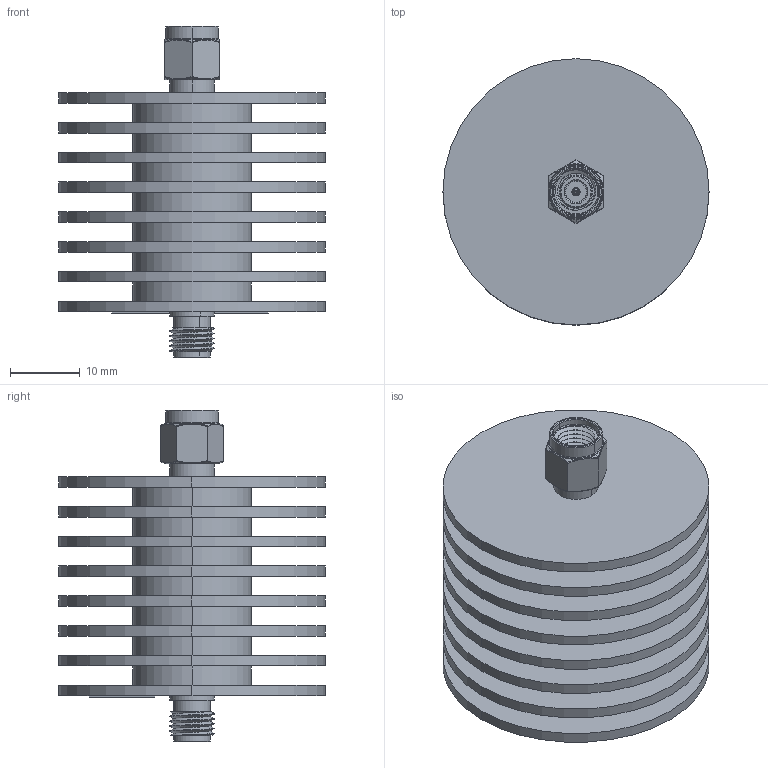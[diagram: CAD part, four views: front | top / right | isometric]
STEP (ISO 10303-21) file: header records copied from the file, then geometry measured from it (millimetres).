
FILE_DESCRIPTION (( 'STEP AP203' ), '1' );
FILE_NAME ('PFA-DC18-20W-10DB-SMF.STEP', '2024-02-23T16:32:49', ( '' ), ( '' ), 'SwSTEP 2.0', 'SolidWorks 2023', '' );
FILE_SCHEMA (( 'CONFIG_CONTROL_DESIGN' ));
Products named in the file (1): PFA-DC18-20W-10DB-SMF
Bounding box: 38.1 x 38.1 x 47.5 mm (x, y, z)
Volume: 18886.5 mm3; surface area: 18903.5 mm2
Topology: 5 solids, 6 shells, 916 faces, 3158 edges, 2356 vertices
Faces by surface type: cylinder 348, torus 246, plane 243, bspline 35, sphere 24, cone 20
Entity records: 46616 total; most frequent: CARTESIAN_POINT 19874, ORIENTED_EDGE 6260, DIRECTION 4887, EDGE_CURVE 3130, VERTEX_POINT 2356, AXIS2_PLACEMENT_3D 1847, LINE 1193, VECTOR 1193
